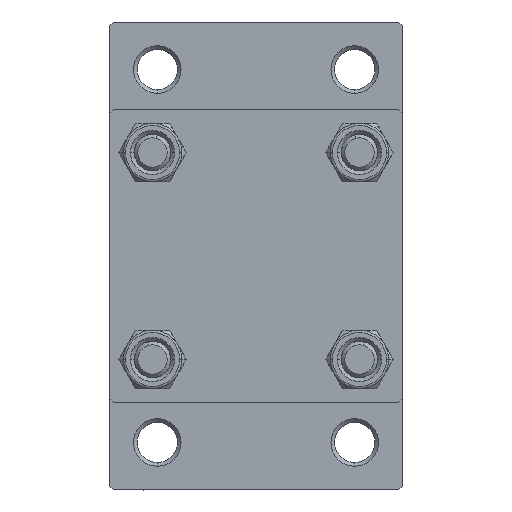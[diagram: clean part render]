
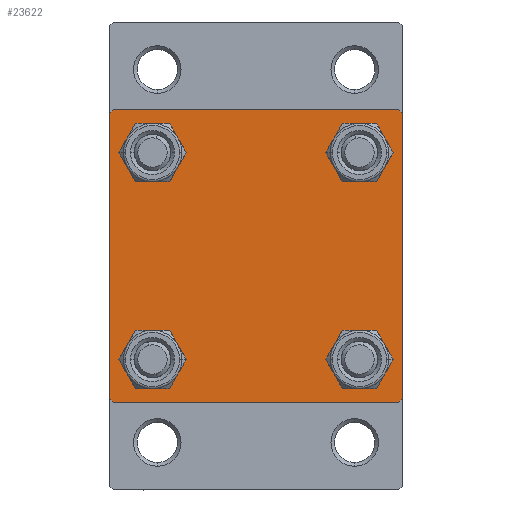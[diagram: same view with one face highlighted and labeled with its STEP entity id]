
A CAD part, left-side view. The second image highlights one B-rep face of the part: STEP entity #23622.
In plain terms, the highlighted planar face has unit normal (-1, 0, 0).
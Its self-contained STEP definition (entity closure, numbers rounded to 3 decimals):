
#643 = VECTOR ( 'NONE', #24978, 1000. ) ;
#717 = CARTESIAN_POINT ( 'NONE',  ( 0., -14.15, 11.15 ) ) ;
#733 = CARTESIAN_POINT ( 'NONE',  ( 0., 20., 19.5 ) ) ;
#745 = AXIS2_PLACEMENT_3D ( 'NONE', #22648, #41554, #15248 ) ;
#969 = ORIENTED_EDGE ( 'NONE', *, *, #23825, .T. ) ;
#1603 = AXIS2_PLACEMENT_3D ( 'NONE', #5231, #34392, #1653 ) ;
#1653 = DIRECTION ( 'NONE',  ( 0., 0., 1. ) ) ;
#2341 = AXIS2_PLACEMENT_3D ( 'NONE', #6923, #3552, #17670 ) ;
#2850 = FACE_OUTER_BOUND ( 'NONE', #12934, .T. ) ;
#2881 = DIRECTION ( 'NONE',  ( 0., 0., 1. ) ) ;
#3092 = FACE_BOUND ( 'NONE', #6408, .T. ) ;
#3418 = CARTESIAN_POINT ( 'NONE',  ( 0., -14.15, -14.15 ) ) ;
#3494 = CARTESIAN_POINT ( 'NONE',  ( 0., 19.75, -19.75 ) ) ;
#3552 = DIRECTION ( 'NONE',  ( -1., 0., 0. ) ) ;
#3856 = CARTESIAN_POINT ( 'NONE',  ( 0., -14.15, -17.15 ) ) ;
#4170 = VERTEX_POINT ( 'NONE', #17602 ) ;
#5182 = CIRCLE ( 'NONE', #11269, 3. ) ;
#5231 = CARTESIAN_POINT ( 'NONE',  ( 0., -14.15, 14.15 ) ) ;
#6198 = VERTEX_POINT ( 'NONE', #44677 ) ;
#6245 = EDGE_LOOP ( 'NONE', ( #31753, #24776 ) ) ;
#6408 = EDGE_LOOP ( 'NONE', ( #29532, #37225 ) ) ;
#6923 = CARTESIAN_POINT ( 'NONE',  ( 0., 0., 0. ) ) ;
#6944 = CARTESIAN_POINT ( 'NONE',  ( 0., 20., -20. ) ) ;
#7248 = DIRECTION ( 'NONE',  ( 1., 0., 0. ) ) ;
#7402 = LINE ( 'NONE', #6944, #37181 ) ;
#8190 = VERTEX_POINT ( 'NONE', #17628 ) ;
#8205 = DIRECTION ( 'NONE',  ( 0., 0.707, -0.707 ) ) ;
#8677 = LINE ( 'NONE', #23718, #39588 ) ;
#9657 = VERTEX_POINT ( 'NONE', #24229 ) ;
#9720 = EDGE_CURVE ( 'NONE', #40217, #4170, #13935, .T. ) ;
#10034 = CIRCLE ( 'NONE', #42870, 3. ) ;
#10148 = VERTEX_POINT ( 'NONE', #44037 ) ;
#10496 = FACE_BOUND ( 'NONE', #39755, .T. ) ;
#11269 = AXIS2_PLACEMENT_3D ( 'NONE', #16557, #45754, #31144 ) ;
#11355 = CARTESIAN_POINT ( 'NONE',  ( 0., 14.15, -14.15 ) ) ;
#11471 = DIRECTION ( 'NONE',  ( 1., 0., 0. ) ) ;
#12034 = EDGE_CURVE ( 'NONE', #46996, #6198, #7402, .T. ) ;
#12556 = DIRECTION ( 'NONE',  ( 0., -0.707, -0.707 ) ) ;
#12833 = VECTOR ( 'NONE', #14250, 1000. ) ;
#12842 = EDGE_CURVE ( 'NONE', #37148, #46996, #36254, .T. ) ;
#12934 = EDGE_LOOP ( 'NONE', ( #37585, #14547, #34694, #15402, #28090, #12945, #46466, #38023 ) ) ;
#12945 = ORIENTED_EDGE ( 'NONE', *, *, #26818, .T. ) ;
#13291 = EDGE_CURVE ( 'NONE', #31360, #10148, #5182, .T. ) ;
#13545 = VECTOR ( 'NONE', #12556, 1000. ) ;
#13682 = CARTESIAN_POINT ( 'NONE',  ( 0., -19.75, 19.75 ) ) ;
#13781 = CIRCLE ( 'NONE', #1603, 3. ) ;
#13935 = LINE ( 'NONE', #43109, #35571 ) ;
#14052 = CARTESIAN_POINT ( 'NONE',  ( 0., -14.15, 14.15 ) ) ;
#14250 = DIRECTION ( 'NONE',  ( 0., -0.707, 0.707 ) ) ;
#14547 = ORIENTED_EDGE ( 'NONE', *, *, #12842, .T. ) ;
#14949 = CARTESIAN_POINT ( 'NONE',  ( 0., -20., 19.5 ) ) ;
#15248 = DIRECTION ( 'NONE',  ( 0., 0., 1. ) ) ;
#15402 = ORIENTED_EDGE ( 'NONE', *, *, #18351, .T. ) ;
#16557 = CARTESIAN_POINT ( 'NONE',  ( 0., 14.15, 14.15 ) ) ;
#17243 = CARTESIAN_POINT ( 'NONE',  ( 0., -14.15, 17.15 ) ) ;
#17602 = CARTESIAN_POINT ( 'NONE',  ( 0., -20., -19.5 ) ) ;
#17628 = CARTESIAN_POINT ( 'NONE',  ( 0., 19.5, 20. ) ) ;
#17670 = DIRECTION ( 'NONE',  ( 0., 0., 1. ) ) ;
#17849 = CARTESIAN_POINT ( 'NONE',  ( 0., -19.75, -19.75 ) ) ;
#17862 = VECTOR ( 'NONE', #8205, 1000. ) ;
#17885 = DIRECTION ( 'NONE',  ( 0., 0., 1. ) ) ;
#17999 = DIRECTION ( 'NONE',  ( 0., 0., 1. ) ) ;
#18200 = EDGE_CURVE ( 'NONE', #32256, #9657, #33453, .T. ) ;
#18288 = DIRECTION ( 'NONE',  ( 1., 0., 0. ) ) ;
#18323 = VERTEX_POINT ( 'NONE', #733 ) ;
#18351 = EDGE_CURVE ( 'NONE', #6198, #4170, #43921, .T. ) ;
#18718 = CARTESIAN_POINT ( 'NONE',  ( 0., 19.75, 19.75 ) ) ;
#19018 = EDGE_CURVE ( 'NONE', #18323, #37148, #30766, .T. ) ;
#19897 = DIRECTION ( 'NONE',  ( 0., -1., 0. ) ) ;
#20648 = VERTEX_POINT ( 'NONE', #43776 ) ;
#21049 = CARTESIAN_POINT ( 'NONE',  ( 0., 14.15, -14.15 ) ) ;
#21113 = DIRECTION ( 'NONE',  ( 0., 0., -1. ) ) ;
#21166 = EDGE_CURVE ( 'NONE', #10148, #31360, #22889, .T. ) ;
#21502 = FACE_BOUND ( 'NONE', #6245, .T. ) ;
#22648 = CARTESIAN_POINT ( 'NONE',  ( 0., 14.15, 14.15 ) ) ;
#22889 = CIRCLE ( 'NONE', #745, 3. ) ;
#22956 = DIRECTION ( 'NONE',  ( 0., 0., 1. ) ) ;
#23622 = ADVANCED_FACE ( 'NONE', ( #25792, #21502, #10496, #3092, #2850 ), #40385, .T. ) ;
#23718 = CARTESIAN_POINT ( 'NONE',  ( 0., 20., 20. ) ) ;
#23825 = EDGE_CURVE ( 'NONE', #45145, #26950, #13781, .T. ) ;
#24229 = CARTESIAN_POINT ( 'NONE',  ( 0., 14.15, -11.15 ) ) ;
#24689 = DIRECTION ( 'NONE',  ( 0., 0.707, 0.707 ) ) ;
#24776 = ORIENTED_EDGE ( 'NONE', *, *, #29426, .T. ) ;
#24978 = DIRECTION ( 'NONE',  ( 0., 0., -1. ) ) ;
#25057 = AXIS2_PLACEMENT_3D ( 'NONE', #21049, #35628, #2881 ) ;
#25792 = FACE_BOUND ( 'NONE', #39942, .T. ) ;
#26818 = EDGE_CURVE ( 'NONE', #40217, #20648, #39047, .T. ) ;
#26950 = VERTEX_POINT ( 'NONE', #717 ) ;
#27186 = CARTESIAN_POINT ( 'NONE',  ( 0., 20., 20. ) ) ;
#27522 = CARTESIAN_POINT ( 'NONE',  ( 0., 19.5, -20. ) ) ;
#28074 = CARTESIAN_POINT ( 'NONE',  ( 0., 14.15, 17.15 ) ) ;
#28090 = ORIENTED_EDGE ( 'NONE', *, *, #9720, .F. ) ;
#29112 = EDGE_CURVE ( 'NONE', #9657, #32256, #39161, .T. ) ;
#29120 = DIRECTION ( 'NONE',  ( 1., 0., 0. ) ) ;
#29426 = EDGE_CURVE ( 'NONE', #46047, #33785, #10034, .T. ) ;
#29532 = ORIENTED_EDGE ( 'NONE', *, *, #13291, .T. ) ;
#30766 = LINE ( 'NONE', #27186, #643 ) ;
#30770 = AXIS2_PLACEMENT_3D ( 'NONE', #11355, #18288, #36461 ) ;
#31144 = DIRECTION ( 'NONE',  ( 0., 0., 1. ) ) ;
#31360 = VERTEX_POINT ( 'NONE', #28074 ) ;
#31753 = ORIENTED_EDGE ( 'NONE', *, *, #39680, .T. ) ;
#32256 = VERTEX_POINT ( 'NONE', #45387 ) ;
#32780 = EDGE_CURVE ( 'NONE', #8190, #18323, #40969, .T. ) ;
#33453 = CIRCLE ( 'NONE', #25057, 3. ) ;
#33785 = VERTEX_POINT ( 'NONE', #43256 ) ;
#34392 = DIRECTION ( 'NONE',  ( 1., 0., 0. ) ) ;
#34694 = ORIENTED_EDGE ( 'NONE', *, *, #12034, .T. ) ;
#35083 = AXIS2_PLACEMENT_3D ( 'NONE', #41134, #11471, #22956 ) ;
#35265 = VECTOR ( 'NONE', #24689, 1000. ) ;
#35571 = VECTOR ( 'NONE', #21113, 1000. ) ;
#35628 = DIRECTION ( 'NONE',  ( 1., 0., 0. ) ) ;
#36254 = LINE ( 'NONE', #3494, #13545 ) ;
#36461 = DIRECTION ( 'NONE',  ( 0., 0., 1. ) ) ;
#37148 = VERTEX_POINT ( 'NONE', #45300 ) ;
#37181 = VECTOR ( 'NONE', #43764, 1000. ) ;
#37225 = ORIENTED_EDGE ( 'NONE', *, *, #21166, .T. ) ;
#37262 = AXIS2_PLACEMENT_3D ( 'NONE', #14052, #29120, #17885 ) ;
#37585 = ORIENTED_EDGE ( 'NONE', *, *, #19018, .T. ) ;
#38023 = ORIENTED_EDGE ( 'NONE', *, *, #32780, .T. ) ;
#38648 = ORIENTED_EDGE ( 'NONE', *, *, #29112, .T. ) ;
#39047 = LINE ( 'NONE', #13682, #35265 ) ;
#39161 = CIRCLE ( 'NONE', #30770, 3. ) ;
#39588 = VECTOR ( 'NONE', #19897, 1000. ) ;
#39680 = EDGE_CURVE ( 'NONE', #33785, #46047, #47322, .T. ) ;
#39755 = EDGE_LOOP ( 'NONE', ( #38648, #41723 ) ) ;
#39859 = EDGE_CURVE ( 'NONE', #26950, #45145, #41961, .T. ) ;
#39942 = EDGE_LOOP ( 'NONE', ( #969, #45826 ) ) ;
#40217 = VERTEX_POINT ( 'NONE', #14949 ) ;
#40385 = PLANE ( 'NONE',  #2341 ) ;
#40843 = EDGE_CURVE ( 'NONE', #8190, #20648, #8677, .T. ) ;
#40969 = LINE ( 'NONE', #18718, #17862 ) ;
#41134 = CARTESIAN_POINT ( 'NONE',  ( 0., -14.15, -14.15 ) ) ;
#41554 = DIRECTION ( 'NONE',  ( 1., 0., 0. ) ) ;
#41723 = ORIENTED_EDGE ( 'NONE', *, *, #18200, .T. ) ;
#41961 = CIRCLE ( 'NONE', #37262, 3. ) ;
#42870 = AXIS2_PLACEMENT_3D ( 'NONE', #3418, #7248, #17999 ) ;
#43109 = CARTESIAN_POINT ( 'NONE',  ( 0., -20., 20. ) ) ;
#43256 = CARTESIAN_POINT ( 'NONE',  ( 0., -14.15, -11.15 ) ) ;
#43764 = DIRECTION ( 'NONE',  ( 0., -1., 0. ) ) ;
#43776 = CARTESIAN_POINT ( 'NONE',  ( 0., -19.5, 20. ) ) ;
#43921 = LINE ( 'NONE', #17849, #12833 ) ;
#44037 = CARTESIAN_POINT ( 'NONE',  ( 0., 14.15, 11.15 ) ) ;
#44677 = CARTESIAN_POINT ( 'NONE',  ( 0., -19.5, -20. ) ) ;
#45145 = VERTEX_POINT ( 'NONE', #17243 ) ;
#45300 = CARTESIAN_POINT ( 'NONE',  ( 0., 20., -19.5 ) ) ;
#45387 = CARTESIAN_POINT ( 'NONE',  ( 0., 14.15, -17.15 ) ) ;
#45754 = DIRECTION ( 'NONE',  ( 1., 0., 0. ) ) ;
#45826 = ORIENTED_EDGE ( 'NONE', *, *, #39859, .T. ) ;
#46047 = VERTEX_POINT ( 'NONE', #3856 ) ;
#46466 = ORIENTED_EDGE ( 'NONE', *, *, #40843, .F. ) ;
#46996 = VERTEX_POINT ( 'NONE', #27522 ) ;
#47322 = CIRCLE ( 'NONE', #35083, 3. ) ;
